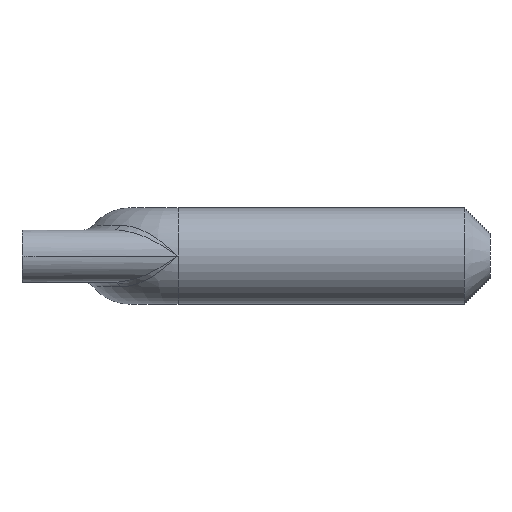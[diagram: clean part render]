
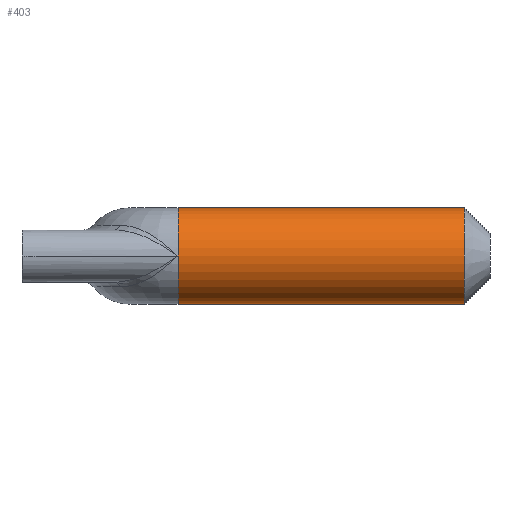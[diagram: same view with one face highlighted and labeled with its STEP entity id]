
A CAD part, left-side view. The second image highlights one B-rep face of the part: STEP entity #403.
In plain terms, the highlighted cylindrical face has radius 1.85 mm (diameter 3.7 mm), a partial arc.
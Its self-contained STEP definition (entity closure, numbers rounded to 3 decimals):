
#8 = DIRECTION ( 'NONE',  ( 0., 0., -1. ) ) ;
#22 = CARTESIAN_POINT ( 'NONE',  ( -3., 12., -1.85 ) ) ;
#29 = ORIENTED_EDGE ( 'NONE', *, *, #699, .T. ) ;
#37 = EDGE_LOOP ( 'NONE', ( #1092, #213, #195, #806, #29 ) ) ;
#47 = DIRECTION ( 'NONE',  ( 0., 0., 1. ) ) ;
#55 = EDGE_CURVE ( 'NONE', #404, #398, #1139, .T. ) ;
#63 = EDGE_CURVE ( 'NONE', #398, #536, #577, .T. ) ;
#99 = CARTESIAN_POINT ( 'NONE',  ( -3., 12., 0. ) ) ;
#135 = VECTOR ( 'NONE', #682, 1000. ) ;
#179 = DIRECTION ( 'NONE',  ( 0., 1., 0. ) ) ;
#195 = ORIENTED_EDGE ( 'NONE', *, *, #55, .F. ) ;
#213 = ORIENTED_EDGE ( 'NONE', *, *, #63, .F. ) ;
#270 = CIRCLE ( 'NONE', #332, 1.85 ) ;
#293 = AXIS2_PLACEMENT_3D ( 'NONE', #1133, #529, #47 ) ;
#332 = AXIS2_PLACEMENT_3D ( 'NONE', #1243, #179, #1164 ) ;
#341 = EDGE_CURVE ( 'NONE', #536, #1005, #1231, .T. ) ;
#380 = CARTESIAN_POINT ( 'NONE',  ( -3., 1., -1.85 ) ) ;
#393 = CARTESIAN_POINT ( 'NONE',  ( -3., 12., -1.85 ) ) ;
#397 = VECTOR ( 'NONE', #502, 1000. ) ;
#398 = VERTEX_POINT ( 'NONE', #1062 ) ;
#403 = ADVANCED_FACE ( 'NONE', ( #584 ), #688, .T. ) ;
#404 = VERTEX_POINT ( 'NONE', #393 ) ;
#412 = CARTESIAN_POINT ( 'NONE',  ( -3., 1., 1.85 ) ) ;
#457 = EDGE_CURVE ( 'NONE', #404, #875, #995, .T. ) ;
#487 = DIRECTION ( 'NONE',  ( 0., -1., 0. ) ) ;
#502 = DIRECTION ( 'NONE',  ( 0., -1., 0. ) ) ;
#529 = DIRECTION ( 'NONE',  ( 0., 1., 0. ) ) ;
#534 = DIRECTION ( 'NONE',  ( 0., 0., 1. ) ) ;
#536 = VERTEX_POINT ( 'NONE', #983 ) ;
#577 = CIRCLE ( 'NONE', #293, 1.85 ) ;
#584 = FACE_OUTER_BOUND ( 'NONE', #37, .T. ) ;
#682 = DIRECTION ( 'NONE',  ( 0., -1., 0. ) ) ;
#688 = CYLINDRICAL_SURFACE ( 'NONE', #1041, 1.85 ) ;
#699 = EDGE_CURVE ( 'NONE', #875, #1005, #270, .T. ) ;
#748 = DIRECTION ( 'NONE',  ( 0., 1., 0. ) ) ;
#806 = ORIENTED_EDGE ( 'NONE', *, *, #457, .T. ) ;
#861 = AXIS2_PLACEMENT_3D ( 'NONE', #911, #748, #534 ) ;
#875 = VERTEX_POINT ( 'NONE', #380 ) ;
#911 = CARTESIAN_POINT ( 'NONE',  ( -3., 12., 0. ) ) ;
#983 = CARTESIAN_POINT ( 'NONE',  ( -3., 12., 1.85 ) ) ;
#995 = LINE ( 'NONE', #22, #397 ) ;
#1005 = VERTEX_POINT ( 'NONE', #412 ) ;
#1041 = AXIS2_PLACEMENT_3D ( 'NONE', #99, #487, #8 ) ;
#1062 = CARTESIAN_POINT ( 'NONE',  ( -4.85, 12., 0. ) ) ;
#1092 = ORIENTED_EDGE ( 'NONE', *, *, #341, .F. ) ;
#1133 = CARTESIAN_POINT ( 'NONE',  ( -3., 12., 0. ) ) ;
#1139 = CIRCLE ( 'NONE', #861, 1.85 ) ;
#1144 = CARTESIAN_POINT ( 'NONE',  ( -3., 12., 1.85 ) ) ;
#1164 = DIRECTION ( 'NONE',  ( 0., 0., 1. ) ) ;
#1231 = LINE ( 'NONE', #1144, #135 ) ;
#1243 = CARTESIAN_POINT ( 'NONE',  ( -3., 1., 0. ) ) ;
